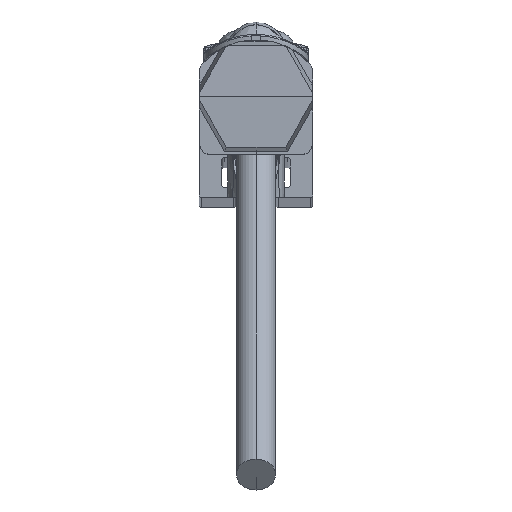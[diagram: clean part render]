
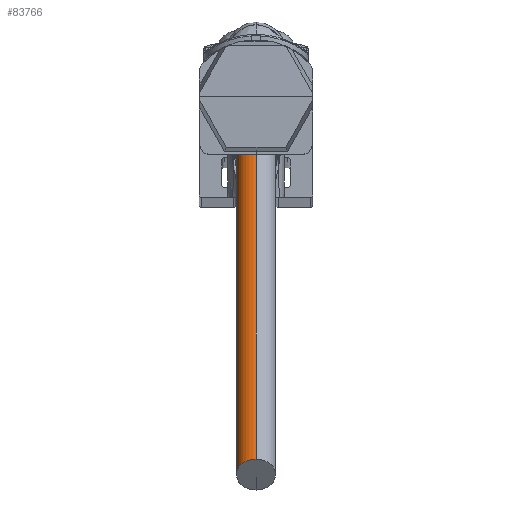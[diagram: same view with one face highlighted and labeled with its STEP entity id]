
A CAD part, top view. The second image highlights one B-rep face of the part: STEP entity #83766.
In plain terms, the highlighted cylindrical face has radius 2.075 mm (diameter 4.15 mm), a partial arc.
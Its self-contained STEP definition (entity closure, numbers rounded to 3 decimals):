
#32898=CARTESIAN_POINT('',(0.,0.72,307.666));
#32899=DIRECTION('',(0.,-0.623,0.783));
#32900=DIRECTION('',(0.,0.783,0.623));
#32901=AXIS2_PLACEMENT_3D('',#32898,#32899,#32900);
#32903=DIRECTION('',(0.,-0.623,0.783));
#32904=VECTOR('',#32903,61.492);
#32905=CARTESIAN_POINT('',(0.,2.343,308.958));
#32906=LINE('',#32905,#32904);
#32912=DIRECTION('',(0.,-0.623,0.783));
#32913=VECTOR('',#32912,61.492);
#32914=CARTESIAN_POINT('',(0.,-0.904,306.375));
#32915=LINE('',#32914,#32913);
#32921=CARTESIAN_POINT('',(0.,-37.56,355.79));
#32922=DIRECTION('',(0.,-0.623,0.783));
#32923=DIRECTION('',(0.,0.783,0.623));
#32924=AXIS2_PLACEMENT_3D('',#32921,#32922,#32923);
#37962=CARTESIAN_POINT('',(0.,-0.904,306.375));
#37963=CARTESIAN_POINT('',(0.,2.343,308.958));
#37964=VERTEX_POINT('',#37962);
#37965=VERTEX_POINT('',#37963);
#37966=CARTESIAN_POINT('',(0.,-39.184,354.498));
#37967=CARTESIAN_POINT('',(0.,-35.936,357.082));
#37968=VERTEX_POINT('',#37966);
#37969=VERTEX_POINT('',#37967);
#83752=CARTESIAN_POINT('',(0.,0.72,307.666));
#83753=DIRECTION('',(0.,-0.623,0.783));
#83754=DIRECTION('',(0.,-0.783,-0.623));
#83755=AXIS2_PLACEMENT_3D('',#83752,#83753,#83754);
#83756=CYLINDRICAL_SURFACE('',#83755,2.075);
#83757=ORIENTED_EDGE('',*,*,#83746,.F.);
#83759=ORIENTED_EDGE('',*,*,#83758,.T.);
#83761=ORIENTED_EDGE('',*,*,#83760,.T.);
#83763=ORIENTED_EDGE('',*,*,#83762,.F.);
#83764=EDGE_LOOP('',(#83757,#83759,#83761,#83763));
#83765=FACE_OUTER_BOUND('',#83764,.F.);
#83766=ADVANCED_FACE('',(#83765),#83756,.T.);
#32902=CIRCLE('',#32901,2.075);
#32925=CIRCLE('',#32924,2.075);
#83746=EDGE_CURVE('',#37965,#37964,#32902,.T.);
#83758=EDGE_CURVE('',#37965,#37969,#32906,.T.);
#83760=EDGE_CURVE('',#37969,#37968,#32925,.T.);
#83762=EDGE_CURVE('',#37964,#37968,#32915,.T.);
